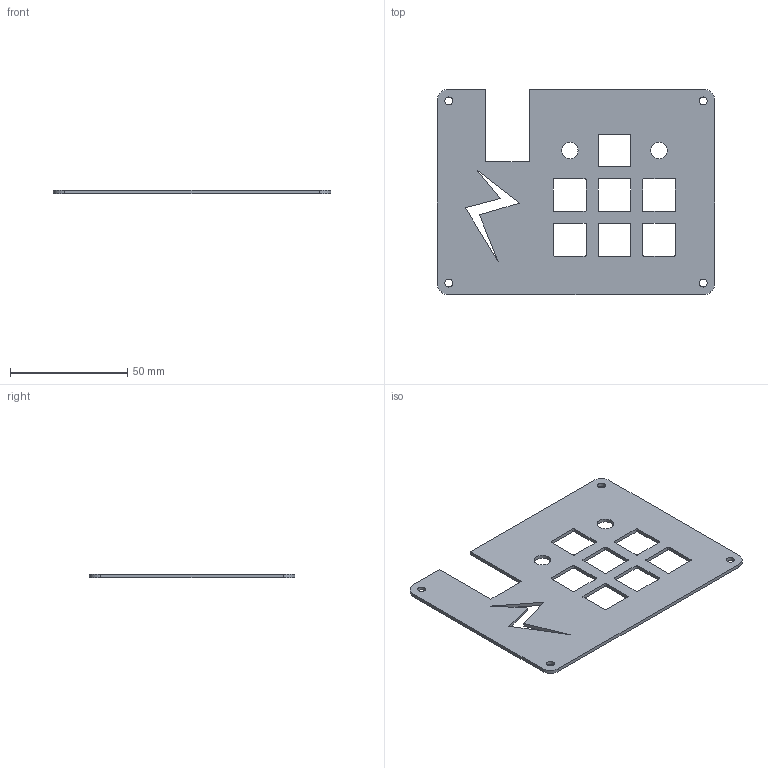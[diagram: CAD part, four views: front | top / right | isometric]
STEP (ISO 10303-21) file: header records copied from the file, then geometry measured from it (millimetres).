
FILE_DESCRIPTION(/* description */ (''),/* implementation_level */ '2;1');
FILE_NAME(/* name */ 'TWPad_top.step',/* time_stamp */ '2025-12-13T00:09:19+01:00',/* author */ (''),/* organization */ (''),/* preprocessor_version */ 'ST-DEVELOPER v20.1',/* originating_system */ 'Autodesk Translation Framework v14.21.0.0',/* authorisation */ '');
FILE_SCHEMA (('AUTOMOTIVE_DESIGN { 1 0 10303 214 3 1 1 }'));
Length unit declared in the file: millimetre
Products named in the file (1): TWPad_top
Bounding box: 118.6 x 87.7 x 1.5 mm (x, y, z)
Volume: 12246.3 mm3; surface area: 17928.6 mm2
Topology: 1 solids, 1 shells, 195 faces, 555 edges, 370 vertices
Faces by surface type: plane 90, bspline 67, cylinder 38
Full cylindrical faces by diameter (mm): 3.4 x4, 7 x2
Entity records: 7044 total; most frequent: CARTESIAN_POINT 2260, ORIENTED_EDGE 1110, DIRECTION 755, EDGE_CURVE 555, VERTEX_POINT 370, LINE 345, VECTOR 345, EDGE_LOOP 231
